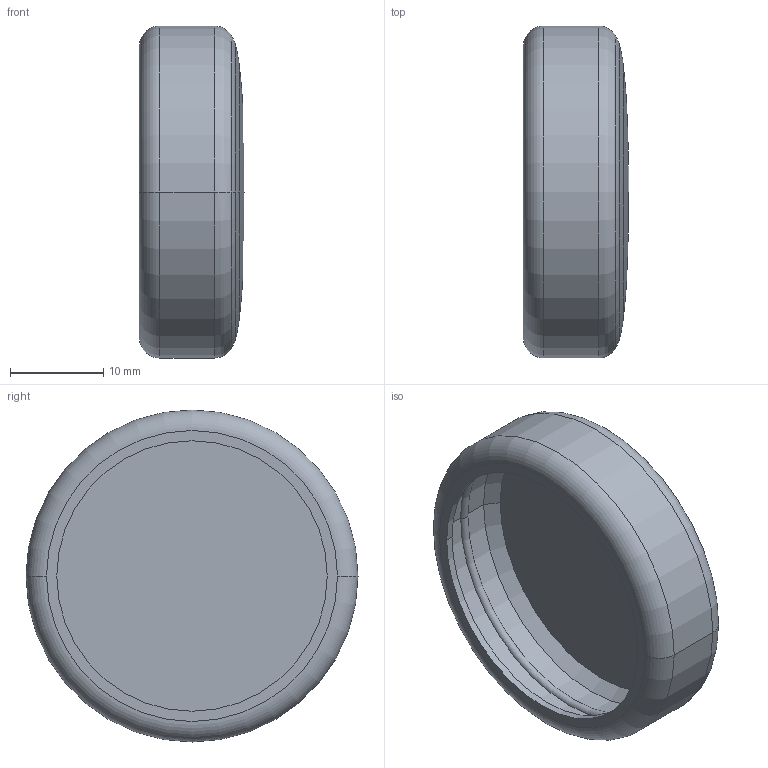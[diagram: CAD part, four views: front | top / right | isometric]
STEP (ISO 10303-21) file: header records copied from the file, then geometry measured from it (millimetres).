
FILE_DESCRIPTION((''),'2;1');
FILE_NAME('CASE_TOP1','2016-09-18T',('yangxijun'),(''),'PRO/ENGINEER BY PARAMETRIC TECHNOLOGY CORPORATION, 2010280','PRO/ENGINEER BY PARAMETRIC TECHNOLOGY CORPORATION, 2010280','');
FILE_SCHEMA(('AUTOMOTIVE_DESIGN_CC2 { 1 2 10303 214 -1 1 5 2 }'));
Length unit declared in the file: millimetre
Products named in the file (1): CASE_TOP1
Bounding box: 11.3 x 35.6 x 35.6 mm (x, y, z)
Volume: 3240.7 mm3; surface area: 4097.9 mm2
Topology: 1 solids, 1 shells, 28 faces, 56 edges, 29 vertices
Faces by surface type: cylinder 8, torus 8, cone 4, bspline 4, plane 2, sphere 2
Entity records: 834 total; most frequent: CARTESIAN_POINT 219, DIRECTION 144, ORIENTED_EDGE 108, AXIS2_PLACEMENT_3D 66, EDGE_CURVE 54, CIRCLE 42, VERTEX_POINT 29, EDGE_LOOP 29
